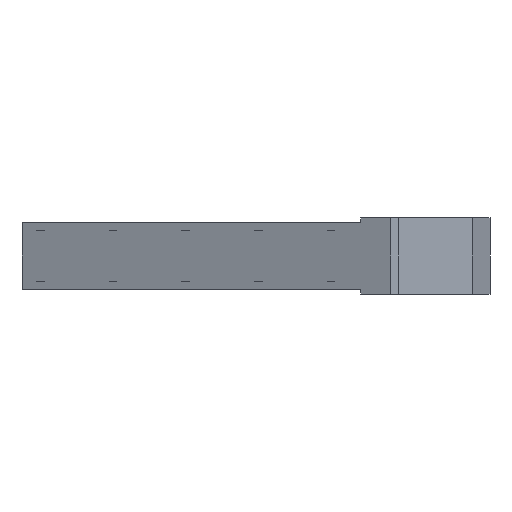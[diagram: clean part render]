
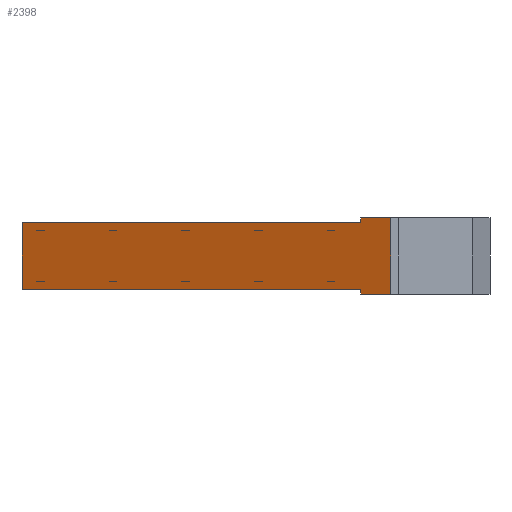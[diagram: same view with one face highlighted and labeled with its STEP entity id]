
A CAD part, front view. The second image highlights one B-rep face of the part: STEP entity #2398.
In plain terms, the highlighted planar face has unit normal (-0.407, -0.913, 0).
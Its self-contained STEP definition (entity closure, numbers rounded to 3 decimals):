
#172=FACE_OUTER_BOUND('',#324,.T.);
#324=EDGE_LOOP('',(#2133,#2134,#2135,#2136,#2137,#2138,#2139,#2140));
#541=LINE('',#3598,#859);
#547=LINE('',#3610,#865);
#553=LINE('',#3621,#871);
#573=LINE('',#3664,#891);
#577=LINE('',#3672,#895);
#595=LINE('',#3711,#913);
#631=LINE('',#3786,#949);
#641=LINE('',#3805,#959);
#859=VECTOR('',#2956,10.);
#865=VECTOR('',#2964,10.);
#871=VECTOR('',#2972,10.);
#891=VECTOR('',#3000,10.);
#895=VECTOR('',#3006,10.);
#913=VECTOR('',#3038,10.);
#949=VECTOR('',#3110,10.);
#959=VECTOR('',#3134,10.);
#1105=VERTEX_POINT('',#3596);
#1106=VERTEX_POINT('',#3597);
#1111=VERTEX_POINT('',#3609);
#1115=VERTEX_POINT('',#3619);
#1134=VERTEX_POINT('',#3662);
#1137=VERTEX_POINT('',#3670);
#1151=VERTEX_POINT('',#3710);
#1172=VERTEX_POINT('',#3784);
#1391=EDGE_CURVE('',#1105,#1106,#541,.T.);
#1397=EDGE_CURVE('',#1111,#1105,#547,.T.);
#1403=EDGE_CURVE('',#1115,#1106,#553,.T.);
#1424=EDGE_CURVE('',#1115,#1134,#573,.T.);
#1428=EDGE_CURVE('',#1134,#1137,#577,.T.);
#1447=EDGE_CURVE('',#1111,#1151,#595,.T.);
#1485=EDGE_CURVE('',#1137,#1172,#631,.T.);
#1495=EDGE_CURVE('',#1172,#1151,#641,.T.);
#2133=ORIENTED_EDGE('',*,*,#1391,.T.);
#2134=ORIENTED_EDGE('',*,*,#1403,.F.);
#2135=ORIENTED_EDGE('',*,*,#1424,.T.);
#2136=ORIENTED_EDGE('',*,*,#1428,.T.);
#2137=ORIENTED_EDGE('',*,*,#1485,.T.);
#2138=ORIENTED_EDGE('',*,*,#1495,.T.);
#2139=ORIENTED_EDGE('',*,*,#1447,.F.);
#2140=ORIENTED_EDGE('',*,*,#1397,.T.);
#2268=PLANE('',#2555);
#2398=ADVANCED_FACE('',(#172),#2268,.T.);
#2555=AXIS2_PLACEMENT_3D('',#3810,#3142,#3143);
#2956=DIRECTION('',(-0.913,0.407,0.));
#2964=DIRECTION('',(0.,0.,-1.));
#2972=DIRECTION('',(0.,0.,1.));
#3000=DIRECTION('',(0.913,-0.407,0.));
#3006=DIRECTION('',(0.,0.,-1.));
#3038=DIRECTION('',(0.913,-0.407,0.));
#3110=DIRECTION('',(0.913,-0.407,0.));
#3134=DIRECTION('',(0.,0.,1.));
#3142=DIRECTION('center_axis',(-0.407,-0.913,0.));
#3143=DIRECTION('ref_axis',(0.913,-0.407,0.));
#3596=CARTESIAN_POINT('',(182.71,25.542,18.));
#3597=CARTESIAN_POINT('',(0.,107.,18.));
#3598=CARTESIAN_POINT('',(17.13,99.363,18.));
#3609=CARTESIAN_POINT('',(182.71,25.542,20.5));
#3610=CARTESIAN_POINT('',(182.71,25.542,9.));
#3619=CARTESIAN_POINT('',(0.,107.,-18.));
#3621=CARTESIAN_POINT('',(0.,107.,0.));
#3662=CARTESIAN_POINT('',(182.71,25.542,-18.));
#3664=CARTESIAN_POINT('',(17.13,99.363,-18.));
#3670=CARTESIAN_POINT('',(182.71,25.542,-20.5));
#3672=CARTESIAN_POINT('',(182.71,25.542,-9.));
#3710=CARTESIAN_POINT('',(198.74,18.395,20.5));
#3711=CARTESIAN_POINT('',(0.,107.,20.5));
#3784=CARTESIAN_POINT('',(198.74,18.395,-20.5));
#3786=CARTESIAN_POINT('',(240.,0.,-20.5));
#3805=CARTESIAN_POINT('',(198.74,18.395,-10.25));
#3810=CARTESIAN_POINT('Origin',(0.,107.,0.));
